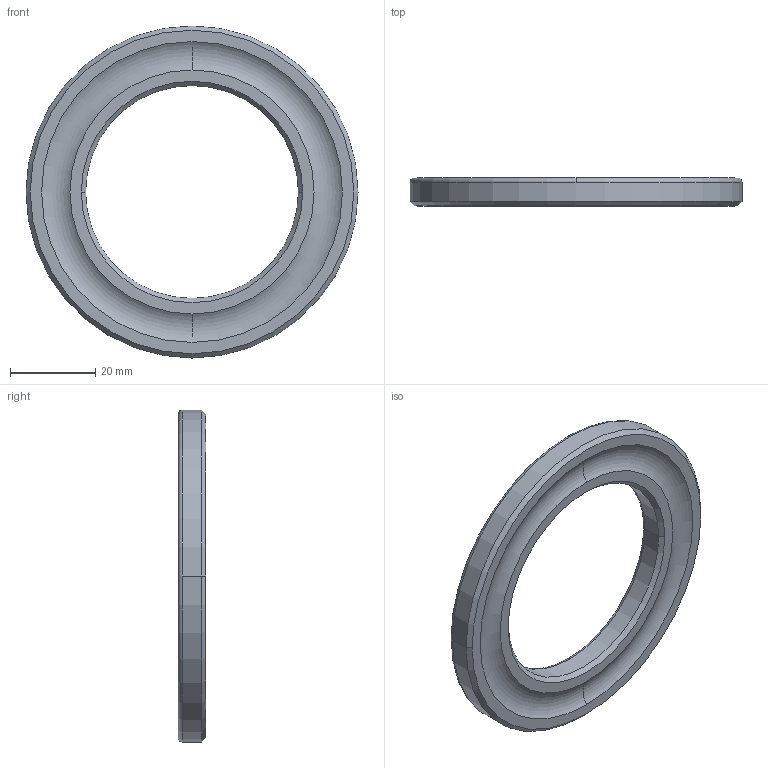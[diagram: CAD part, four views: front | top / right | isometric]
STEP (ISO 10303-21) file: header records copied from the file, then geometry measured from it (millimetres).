
FILE_DESCRIPTION (( 'STEP AP203' ), '1' );
FILE_NAME ('skf_bearing_51210_2_02_Default_sldprt.STEP', '2025-12-11T19:58:17', ( '' ), ( '' ), 'SwSTEP 2.0', 'SolidWorks 2025', '' );
FILE_SCHEMA (( 'CONFIG_CONTROL_DESIGN' ));
Length unit declared in the file: millimetre
Products named in the file (1): skf_bearing_51210_2_02_Default_sldprt
Bounding box: 78 x 6.56 x 78 mm (x, y, z)
Volume: 17149.9 mm3; surface area: 7954.8 mm2
Topology: 1 solids, 1 shells, 17 faces, 38 edges, 24 vertices
Faces by surface type: torus 6, cylinder 4, cone 4, plane 3
Entity records: 571 total; most frequent: DIRECTION 104, CARTESIAN_POINT 80, ORIENTED_EDGE 76, AXIS2_PLACEMENT_3D 48, EDGE_CURVE 38, CIRCLE 30, VERTEX_POINT 24, EDGE_LOOP 20
